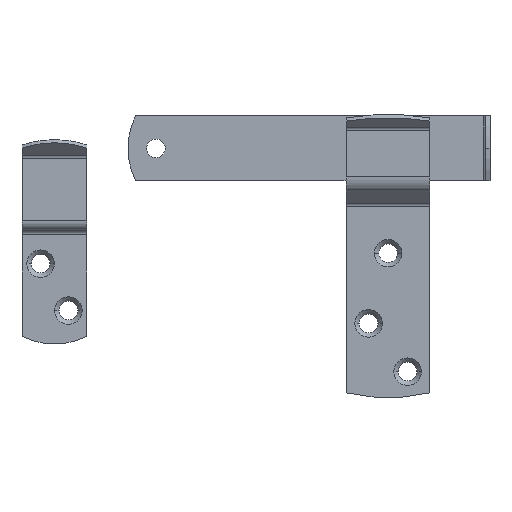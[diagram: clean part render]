
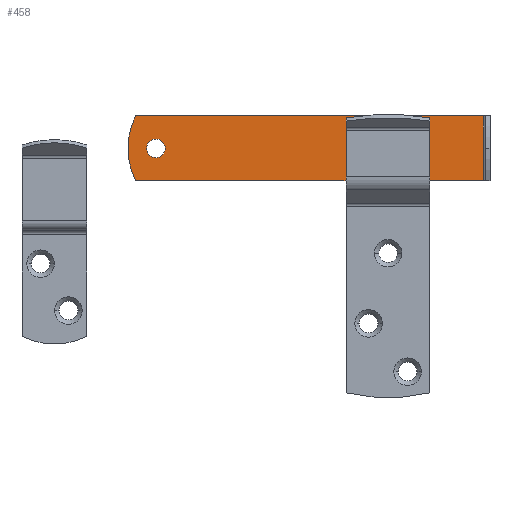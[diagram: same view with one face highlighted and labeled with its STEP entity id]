
A CAD part, top view. The second image highlights one B-rep face of the part: STEP entity #458.
In plain terms, the highlighted planar face has unit normal (0, 0, 1).
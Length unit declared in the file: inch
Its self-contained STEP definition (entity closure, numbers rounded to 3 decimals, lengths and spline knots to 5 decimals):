
#98 = EDGE_CURVE ( 'NONE', #330, #1726, #662, .T. ) ;
#164 = VECTOR ( 'NONE', #1953, 39.37008 ) ;
#220 = CARTESIAN_POINT ( 'NONE',  ( -1.72343, -0.4375, 0.03 ) ) ;
#228 = EDGE_CURVE ( 'NONE', #1999, #999, #1972, .T. ) ;
#230 = CARTESIAN_POINT ( 'NONE',  ( -1.62264, 0.4375, 0.03 ) ) ;
#303 = DIRECTION ( 'NONE',  ( -1., 0., 0. ) ) ;
#319 = EDGE_LOOP ( 'NONE', ( #593, #1131 ) ) ;
#321 = AXIS2_PLACEMENT_3D ( 'NONE', #1097, #1729, #303 ) ;
#330 = VERTEX_POINT ( 'NONE', #230 ) ;
#348 = VERTEX_POINT ( 'NONE', #1349 ) ;
#357 = LINE ( 'NONE', #220, #164 ) ;
#388 = ORIENTED_EDGE ( 'NONE', *, *, #1039, .T. ) ;
#394 = DIRECTION ( 'NONE',  ( 1., 0., 0. ) ) ;
#399 = ORIENTED_EDGE ( 'NONE', *, *, #228, .T. ) ;
#401 = DIRECTION ( 'NONE',  ( 0., 0., 1. ) ) ;
#441 = EDGE_CURVE ( 'NONE', #1774, #348, #1230, .T. ) ;
#458 = ADVANCED_FACE ( 'NONE', ( #795, #1115 ), #1252, .F. ) ;
#492 = EDGE_LOOP ( 'NONE', ( #1210, #1304, #388, #399 ) ) ;
#533 = CARTESIAN_POINT ( 'NONE',  ( 3.06157, 0.4375, 0.03 ) ) ;
#593 = ORIENTED_EDGE ( 'NONE', *, *, #441, .F. ) ;
#616 = DIRECTION ( 'NONE',  ( 1., 0., 0. ) ) ;
#662 = CIRCLE ( 'NONE', #1835, 1. ) ;
#673 = VECTOR ( 'NONE', #1499, 39.37008 ) ;
#676 = CARTESIAN_POINT ( 'NONE',  ( 3.06157, 0.4375, 0.03 ) ) ;
#725 = DIRECTION ( 'NONE',  ( 1., 0., 0. ) ) ;
#779 = EDGE_CURVE ( 'NONE', #348, #1774, #981, .T. ) ;
#795 = FACE_BOUND ( 'NONE', #319, .T. ) ;
#867 = LINE ( 'NONE', #1635, #673 ) ;
#884 = AXIS2_PLACEMENT_3D ( 'NONE', #1346, #401, #725 ) ;
#920 = CARTESIAN_POINT ( 'NONE',  ( -1.22343, 0., 0.03 ) ) ;
#981 = CIRCLE ( 'NONE', #884, 0.125 ) ;
#999 = VERTEX_POINT ( 'NONE', #676 ) ;
#1000 = EDGE_CURVE ( 'NONE', #330, #999, #867, .T. ) ;
#1039 = EDGE_CURVE ( 'NONE', #1726, #1999, #357, .T. ) ;
#1097 = CARTESIAN_POINT ( 'NONE',  ( -1.72343, 0.4375, 0.03 ) ) ;
#1115 = FACE_OUTER_BOUND ( 'NONE', #492, .T. ) ;
#1131 = ORIENTED_EDGE ( 'NONE', *, *, #779, .F. ) ;
#1166 = AXIS2_PLACEMENT_3D ( 'NONE', #1570, #1551, #616 ) ;
#1210 = ORIENTED_EDGE ( 'NONE', *, *, #1000, .F. ) ;
#1227 = VECTOR ( 'NONE', #1494, 39.37008 ) ;
#1230 = CIRCLE ( 'NONE', #1166, 0.125 ) ;
#1252 = PLANE ( 'NONE',  #321 ) ;
#1304 = ORIENTED_EDGE ( 'NONE', *, *, #98, .T. ) ;
#1346 = CARTESIAN_POINT ( 'NONE',  ( -1.34843, 0., 0.03 ) ) ;
#1349 = CARTESIAN_POINT ( 'NONE',  ( -1.47343, 0., 0.03 ) ) ;
#1494 = DIRECTION ( 'NONE',  ( 0., 1., 0. ) ) ;
#1499 = DIRECTION ( 'NONE',  ( 1., 0., 0. ) ) ;
#1507 = DIRECTION ( 'NONE',  ( 0., 0., 1. ) ) ;
#1551 = DIRECTION ( 'NONE',  ( 0., 0., 1. ) ) ;
#1570 = CARTESIAN_POINT ( 'NONE',  ( -1.34843, 0., 0.03 ) ) ;
#1635 = CARTESIAN_POINT ( 'NONE',  ( -1.72343, 0.4375, 0.03 ) ) ;
#1726 = VERTEX_POINT ( 'NONE', #1730 ) ;
#1729 = DIRECTION ( 'NONE',  ( 0., 0., -1. ) ) ;
#1730 = CARTESIAN_POINT ( 'NONE',  ( -1.62264, -0.4375, 0.03 ) ) ;
#1774 = VERTEX_POINT ( 'NONE', #920 ) ;
#1823 = CARTESIAN_POINT ( 'NONE',  ( 3.06157, -0.4375, 0.03 ) ) ;
#1835 = AXIS2_PLACEMENT_3D ( 'NONE', #1837, #1507, #394 ) ;
#1837 = CARTESIAN_POINT ( 'NONE',  ( -0.72343, 0., 0.03 ) ) ;
#1953 = DIRECTION ( 'NONE',  ( 1., 0., 0. ) ) ;
#1972 = LINE ( 'NONE', #533, #1227 ) ;
#1999 = VERTEX_POINT ( 'NONE', #1823 ) ;
